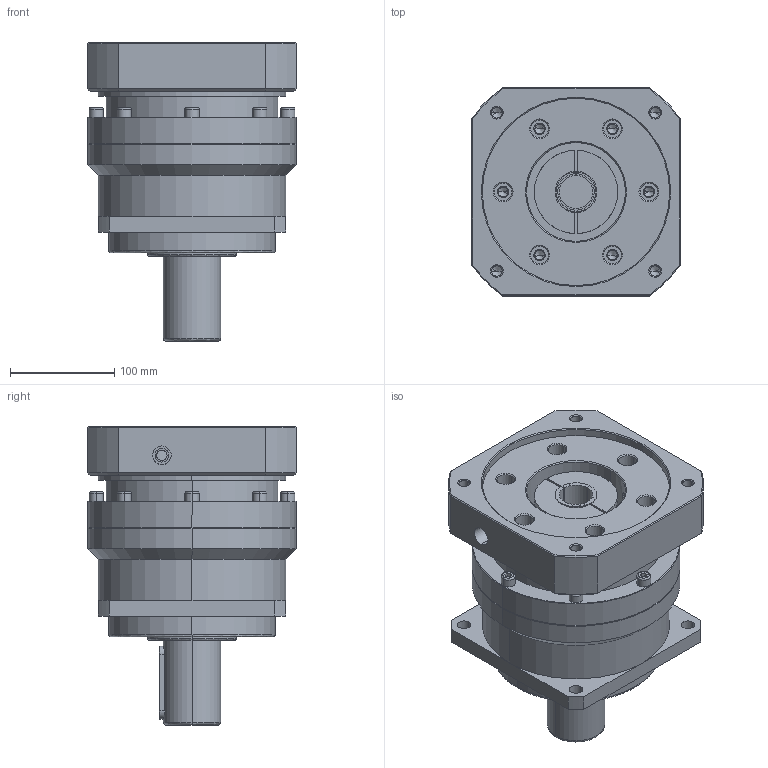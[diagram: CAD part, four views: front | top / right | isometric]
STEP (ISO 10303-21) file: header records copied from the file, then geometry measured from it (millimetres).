
FILE_DESCRIPTION (( 'STEP AP214' ), '1' );
FILE_NAME ('PB180-L1-32-180-215M12.STEP', '2022-11-24T01:37:26', ( 'admin' ), ( '' ), 'SwSTEP 2.0', 'SolidWorks 2013', '' );
FILE_SCHEMA (( 'AUTOMOTIVE_DESIGN' ));
Length unit declared in the file: millimetre
Products named in the file (4): 35-32_X2_53D85F845957_X0_; PB180-180-215M12; PB180_X2_8F9351FA7AEF_X0_; PB180-L1-32-180-215M12
Assembly tree (3 placements, depth 2):
  PB180-L1-32-180-215M12
    PB180_X2_8F9351FA7AEF_X0_
    PB180-180-215M12
    35-32_X2_53D85F845957_X0_
Bounding box: 200 x 200 x 287 mm (x, y, z)
Volume: 5655738 mm3; surface area: 355290.6 mm2
Topology: 3 solids, 3 shells, 347 faces, 820 edges, 503 vertices
Faces by surface type: cylinder 130, plane 124, cone 71, bspline 22
Entity records: 14703 total; most frequent: CARTESIAN_POINT 2725, DIRECTION 1740, ORIENTED_EDGE 1596, EDGE_CURVE 798, AXIS2_PLACEMENT_3D 664, VERTEX_POINT 503, EDGE_LOOP 427, VECTOR 412
